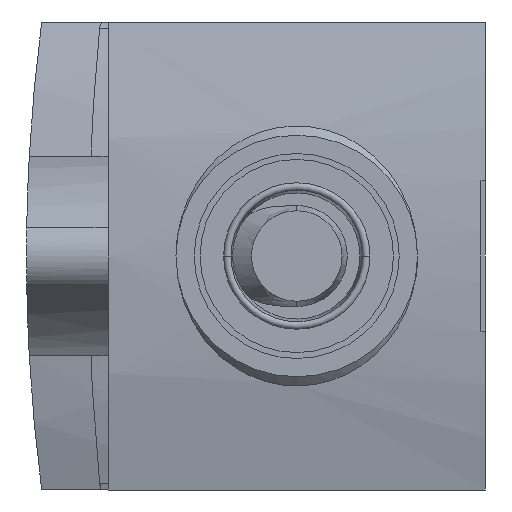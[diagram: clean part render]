
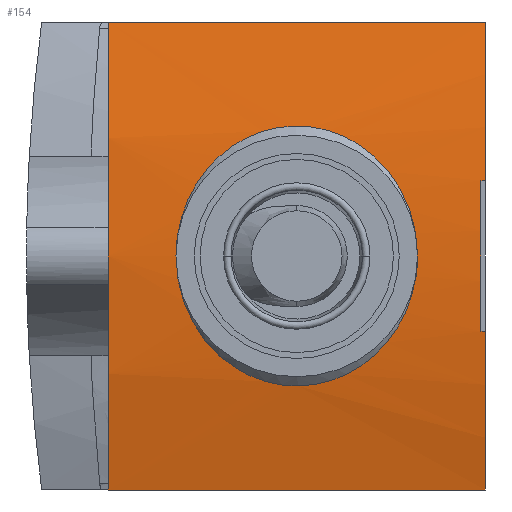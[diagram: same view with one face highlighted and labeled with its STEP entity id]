
A CAD part, left-side view. The second image highlights one B-rep face of the part: STEP entity #154.
In plain terms, the highlighted cylindrical face has radius 61.062 mm (diameter 122.125 mm), a partial arc.
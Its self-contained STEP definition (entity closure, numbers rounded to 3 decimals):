
#154=ADVANCED_FACE('',(#734,#735),#736,.T.);
#734=FACE_OUTER_BOUND('',#1782,.T.);
#735=FACE_BOUND('',#1783,.T.);
#736=CYLINDRICAL_SURFACE('',#1784,61.063);
#1782=EDGE_LOOP('',(#4450,#4451,#4452,#4453,#4454,#4455,#4456,#4457));
#1783=EDGE_LOOP('',(#4458,#4459));
#1784=AXIS2_PLACEMENT_3D('',#4460,#4461,#4462);
#4450=ORIENTED_EDGE('',*,*,#8273,.T.);
#4451=ORIENTED_EDGE('',*,*,#8257,.F.);
#4452=ORIENTED_EDGE('',*,*,#8149,.F.);
#4453=ORIENTED_EDGE('',*,*,#8213,.T.);
#4454=ORIENTED_EDGE('',*,*,#8274,.T.);
#4455=ORIENTED_EDGE('',*,*,#8267,.F.);
#4456=ORIENTED_EDGE('',*,*,#8275,.F.);
#4457=ORIENTED_EDGE('',*,*,#8107,.T.);
#4458=ORIENTED_EDGE('',*,*,#8276,.F.);
#4459=ORIENTED_EDGE('',*,*,#8277,.F.);
#4460=CARTESIAN_POINT('',(22.413,0.0,0.0));
#4461=DIRECTION('',(0.0,1.0,0.0));
#4462=DIRECTION('',(0.0,0.0,1.0));
#8107=EDGE_CURVE('',#9457,#9455,#9458,.T.);
#8149=EDGE_CURVE('',#9529,#9531,#9532,.T.);
#8213=EDGE_CURVE('',#9529,#9633,#9635,.T.);
#8257=EDGE_CURVE('',#9531,#9704,#9708,.T.);
#8267=EDGE_CURVE('',#9725,#9720,#9727,.T.);
#8273=EDGE_CURVE('',#9455,#9704,#9733,.T.);
#8274=EDGE_CURVE('',#9633,#9720,#9734,.T.);
#8275=EDGE_CURVE('',#9457,#9725,#9735,.T.);
#8276=EDGE_CURVE('',#9736,#9737,#9738,.T.);
#8277=EDGE_CURVE('',#9737,#9736,#9739,.T.);
#9455=VERTEX_POINT('',#11634);
#9457=VERTEX_POINT('',#11637);
#9458=CIRCLE('',#11638,61.063);
#9529=VERTEX_POINT('',#11736);
#9531=VERTEX_POINT('',#11739);
#9532=LINE('',#11740,#11741);
#9633=VERTEX_POINT('',#11896);
#9635=CIRCLE('',#11899,61.063);
#9704=VERTEX_POINT('',#11994);
#9708=CIRCLE('',#11999,61.063);
#9720=VERTEX_POINT('',#12014);
#9725=VERTEX_POINT('',#12020);
#9727=CIRCLE('',#12023,61.063);
#9733=LINE('',#12034,#12035);
#9734=LINE('',#12036,#12037);
#9735=LINE('',#12038,#12039);
#9736=VERTEX_POINT('',#12040);
#9737=VERTEX_POINT('',#12041);
#9738=B_SPLINE_CURVE_WITH_KNOTS('',3,(#12042,#12043,#12044,#12045,#12046,#12047,#12048,#12049,#12050,#12051,#12052,#12053,#12054,#12055,#12056,#12057,#12058,#12059,#12060,#12061),.UNSPECIFIED.,.F.,.F.,(4,1,1,1,1,1,1,1,1,1,1,1,1,1,1,1,1,4),(0.0,0.059,0.118,0.176,0.235,0.294,0.353,0.412,0.471,0.529,0.588,0.647,0.706,0.765,0.824,0.882,0.941,1.0),.UNSPECIFIED.);
#9739=B_SPLINE_CURVE_WITH_KNOTS('',3,(#12062,#12063,#12064,#12065,#12066,#12067,#12068,#12069,#12070,#12071,#12072,#12073,#12074,#12075,#12076,#12077,#12078,#12079,#12080,#12081),.UNSPECIFIED.,.F.,.F.,(4,1,1,1,1,1,1,1,1,1,1,1,1,1,1,1,1,4),(0.0,0.059,0.118,0.176,0.235,0.294,0.353,0.412,0.471,0.529,0.588,0.647,0.706,0.765,0.824,0.882,0.941,1.0),.UNSPECIFIED.);
#11634=CARTESIAN_POINT('',(-38.445,0.3,5.0));
#11637=CARTESIAN_POINT('',(-38.445,0.3,-5.0));
#11638=AXIS2_PLACEMENT_3D('',#15975,#15976,#15977);
#11736=CARTESIAN_POINT('',(-36.65,25.0,15.5));
#11739=CARTESIAN_POINT('',(-36.65,0.0,15.5));
#11740=CARTESIAN_POINT('',(-36.65,25.0,15.5));
#11741=VECTOR('',#16045,25.0);
#11896=CARTESIAN_POINT('',(-36.65,25.0,-15.5));
#11899=AXIS2_PLACEMENT_3D('',#16138,#16139,#16140);
#11994=CARTESIAN_POINT('',(-38.445,0.0,5.0));
#11999=AXIS2_PLACEMENT_3D('',#16216,#16217,#16218);
#12014=CARTESIAN_POINT('',(-36.65,0.0,-15.5));
#12020=CARTESIAN_POINT('',(-38.445,0.0,-5.0));
#12023=AXIS2_PLACEMENT_3D('',#16236,#16237,#16238);
#12034=CARTESIAN_POINT('',(-38.445,0.3,5.0));
#12035=VECTOR('',#16244,0.3);
#12036=CARTESIAN_POINT('',(-36.65,25.0,-15.5));
#12037=VECTOR('',#16245,25.0);
#12038=CARTESIAN_POINT('',(-38.445,0.3,-5.0));
#12039=VECTOR('',#16246,0.3);
#12040=CARTESIAN_POINT('',(-38.65,4.5,0.));
#12041=CARTESIAN_POINT('',(-38.65,20.5,0.));
#12042=CARTESIAN_POINT('',(-38.65,4.5,0.));
#12043=CARTESIAN_POINT('',(-38.65,4.5,0.548));
#12044=CARTESIAN_POINT('',(-38.636,4.595,1.623));
#12045=CARTESIAN_POINT('',(-38.572,5.03,3.216));
#12046=CARTESIAN_POINT('',(-38.477,5.721,4.653));
#12047=CARTESIAN_POINT('',(-38.367,6.627,5.908));
#12048=CARTESIAN_POINT('',(-38.252,7.745,6.978));
#12049=CARTESIAN_POINT('',(-38.152,9.011,7.795));
#12050=CARTESIAN_POINT('',(-38.079,10.34,8.336));
#12051=CARTESIAN_POINT('',(-38.038,11.767,8.622));
#12052=CARTESIAN_POINT('',(-38.038,13.232,8.622));
#12053=CARTESIAN_POINT('',(-38.079,14.658,8.336));
#12054=CARTESIAN_POINT('',(-38.152,15.987,7.796));
#12055=CARTESIAN_POINT('',(-38.252,17.254,6.979));
#12056=CARTESIAN_POINT('',(-38.367,18.372,5.909));
#12057=CARTESIAN_POINT('',(-38.477,19.277,4.655));
#12058=CARTESIAN_POINT('',(-38.572,19.97,3.217));
#12059=CARTESIAN_POINT('',(-38.636,20.405,1.624));
#12060=CARTESIAN_POINT('',(-38.65,20.5,0.549));
#12061=CARTESIAN_POINT('',(-38.65,20.5,0.));
#12062=CARTESIAN_POINT('',(-38.65,20.5,0.));
#12063=CARTESIAN_POINT('',(-38.65,20.5,-0.548));
#12064=CARTESIAN_POINT('',(-38.636,20.405,-1.623));
#12065=CARTESIAN_POINT('',(-38.572,19.97,-3.216));
#12066=CARTESIAN_POINT('',(-38.477,19.279,-4.653));
#12067=CARTESIAN_POINT('',(-38.367,18.373,-5.908));
#12068=CARTESIAN_POINT('',(-38.252,17.255,-6.978));
#12069=CARTESIAN_POINT('',(-38.152,15.989,-7.795));
#12070=CARTESIAN_POINT('',(-38.079,14.66,-8.336));
#12071=CARTESIAN_POINT('',(-38.038,13.233,-8.622));
#12072=CARTESIAN_POINT('',(-38.038,11.768,-8.622));
#12073=CARTESIAN_POINT('',(-38.079,10.342,-8.336));
#12074=CARTESIAN_POINT('',(-38.152,9.013,-7.796));
#12075=CARTESIAN_POINT('',(-38.252,7.746,-6.979));
#12076=CARTESIAN_POINT('',(-38.367,6.628,-5.909));
#12077=CARTESIAN_POINT('',(-38.477,5.723,-4.655));
#12078=CARTESIAN_POINT('',(-38.572,5.03,-3.218));
#12079=CARTESIAN_POINT('',(-38.636,4.595,-1.625));
#12080=CARTESIAN_POINT('',(-38.65,4.5,-0.549));
#12081=CARTESIAN_POINT('',(-38.65,4.5,0.));
#15975=CARTESIAN_POINT('',(22.413,0.3,0.0));
#15976=DIRECTION('',(0.0,1.0,0.0));
#15977=DIRECTION('',(-0.997,0.0,-0.082));
#16045=DIRECTION('',(0.0,-1.0,0.0));
#16138=CARTESIAN_POINT('',(22.413,25.0,0.0));
#16139=DIRECTION('',(0.0,-1.0,0.0));
#16140=DIRECTION('',(-0.967,0.0,0.254));
#16216=CARTESIAN_POINT('',(22.413,0.0,0.0));
#16217=DIRECTION('',(0.0,-1.0,0.0));
#16218=DIRECTION('',(-0.967,0.0,0.254));
#16236=CARTESIAN_POINT('',(22.413,0.0,0.0));
#16237=DIRECTION('',(0.0,-1.0,-0.0));
#16238=DIRECTION('',(-0.997,0.0,-0.082));
#16244=DIRECTION('',(0.0,-1.0,0.0));
#16245=DIRECTION('',(0.0,-1.0,0.0));
#16246=DIRECTION('',(0.0,-1.0,0.0));
